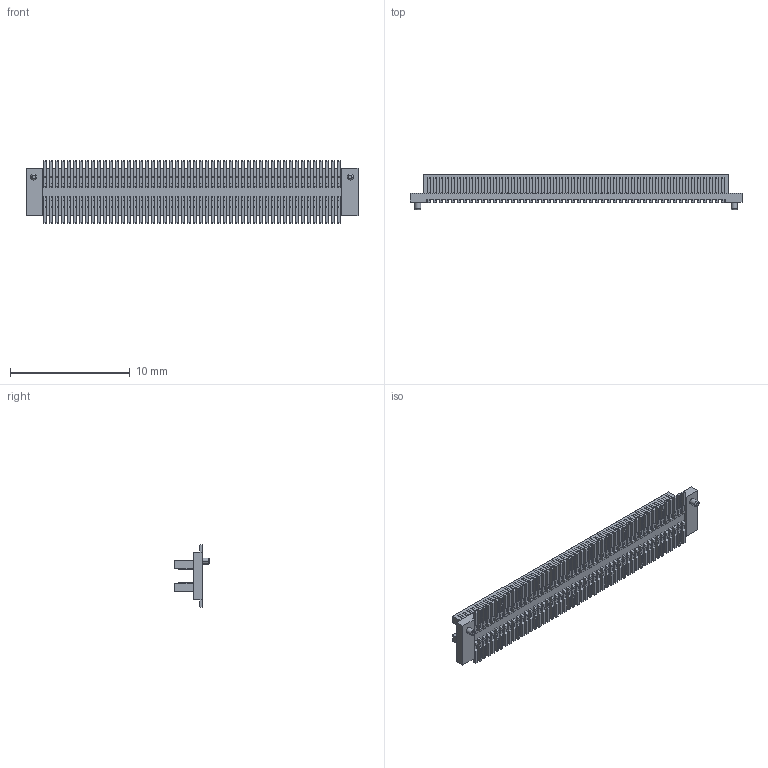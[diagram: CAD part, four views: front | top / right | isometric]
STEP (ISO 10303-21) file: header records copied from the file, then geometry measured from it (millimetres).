
FILE_DESCRIPTION((''),'2;1');
FILE_NAME('ASM0001_ASM','2023-12-21T',('工程三'),(''),'PRO/ENGINEER BY PARAMETRIC TECHNOLOGY CORPORATION, 2010280','PRO/ENGINEER BY PARAMETRIC TECHNOLOGY CORPORATION, 2010280','');
FILE_SCHEMA(('CONFIG_CONTROL_DESIGN'));
Products named in the file (1): ASM0001_ASM
Bounding box: 27.7 x 3 x 5.2 mm (x, y, z)
Volume: 127.8 mm3; surface area: 582.7 mm2
Topology: 1 solids, 1 shells, 2578 faces, 7498 edges, 4926 vertices
Faces by surface type: plane 1766, cylinder 808, torus 4
Entity records: 84642 total; most frequent: CARTESIAN_POINT 15002, ORIENTED_EDGE 14996, DIRECTION 14280, EDGE_CURVE 7498, VECTOR 5872, LINE 5872, VERTEX_POINT 4926, AXIS2_PLACEMENT_3D 4204
